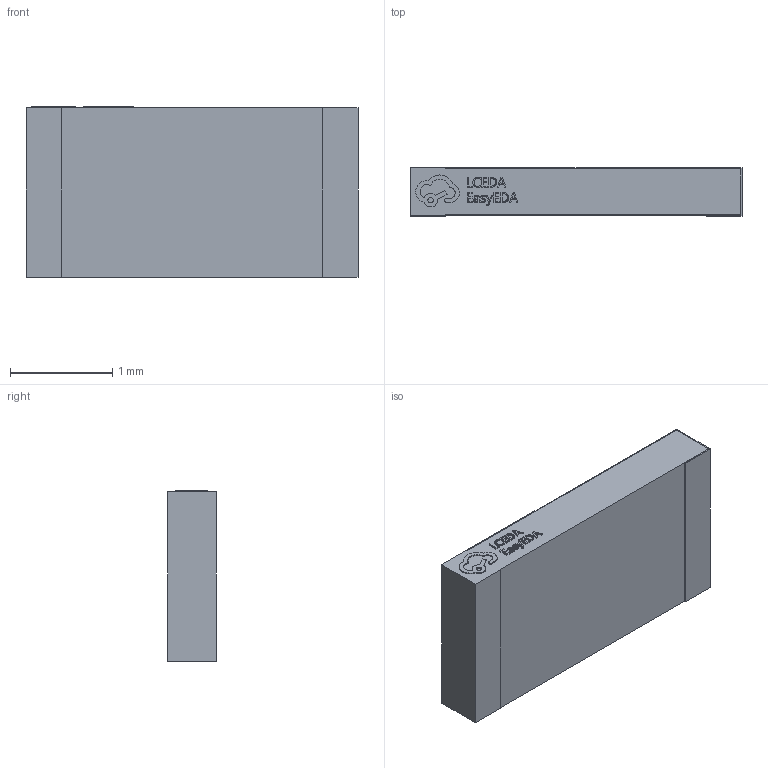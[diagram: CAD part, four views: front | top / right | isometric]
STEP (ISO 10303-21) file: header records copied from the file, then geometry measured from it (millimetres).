
FILE_DESCRIPTION(/* description */ ('STEP AP242','CAx-IF Rec.Pracs.---Representation and Presentation of Product Manufacturing Information (PMI)---4.0---2014-10-13','CAx-IF Rec.Pracs.---3D Tessellated Geometry---0.4---2014-09-14','2;1'),/* implementation_level */ '2;1');
FILE_NAME(/* name */ '681d39d062b1b315044e4d7c',/* time_stamp */ '2025-05-08T23:10:08Z',/* author */ (''),/* organization */ (''),/* preprocessor_version */ 'ST-DEVELOPER v20',/* originating_system */ 'ONSHAPE BY PTC INC, 1.197',/* authorisation */ ' ');
FILE_SCHEMA (('AP242_MANAGED_MODEL_BASED_3D_ENGINEERING_MIM_LF { 1 0 10303 442 1 1 4 }'));
Length unit declared in the file: metre
Products named in the file (4): ANT-SMD_L3.2-W1.6-KH-3216F245C04~ANT-SMD_L3.2-W1.6-KH-3216F245C04~Je2
B
Bounding box: 3.25 x 0.47 x 1.67 mm (x, y, z)
Volume: 2.5 mm3; surface area: 27.8 mm2
Topology: 4 solids, 4 shells, 254 faces, 682 edges, 454 vertices
Faces by surface type: plane 157, cylinder 91, bspline 5, sphere 1
Entity records: 9825 total; most frequent: CARTESIAN_POINT 1713, ORIENTED_EDGE 1362, DIRECTION 1278, EDGE_CURVE 681, VERTEX_POINT 454, AXIS2_PLACEMENT_3D 439, LINE 400, VECTOR 400
